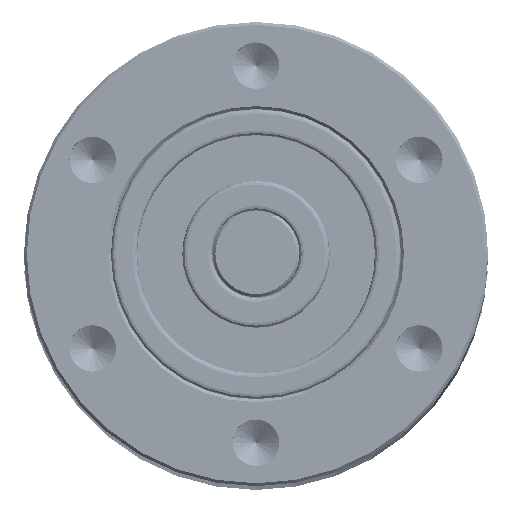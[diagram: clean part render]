
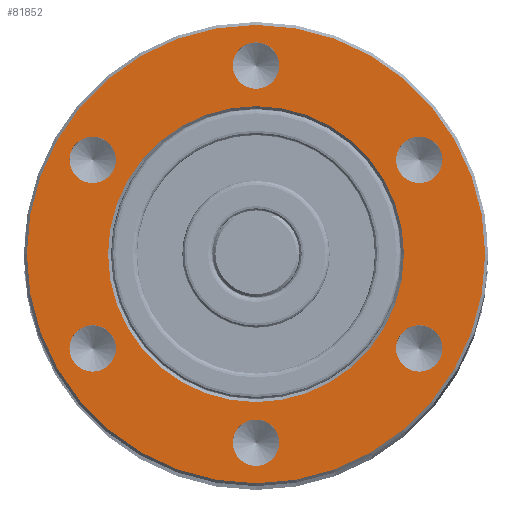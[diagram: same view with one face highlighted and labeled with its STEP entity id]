
A CAD part, top view. The second image highlights one B-rep face of the part: STEP entity #81852.
In plain terms, the highlighted face is planar.
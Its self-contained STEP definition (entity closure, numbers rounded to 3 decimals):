
#80992=CARTESIAN_POINT('',(0.,0.,-7.6));
#80993=DIRECTION('',(0.,0.,1.));
#80994=DIRECTION('',(0.,-1.,0.));
#80995=AXIS2_PLACEMENT_3D('',#80992,#80993,#80994);
#80997=CARTESIAN_POINT('',(0.,0.,-7.6));
#80998=DIRECTION('',(0.,0.,1.));
#80999=DIRECTION('',(0.,1.,0.));
#81000=AXIS2_PLACEMENT_3D('',#80997,#80998,#80999);
#81002=CARTESIAN_POINT('',(0.,0.,-7.6));
#81003=DIRECTION('',(0.,0.,1.));
#81004=DIRECTION('',(0.,-1.,0.));
#81005=AXIS2_PLACEMENT_3D('',#81002,#81003,#81004);
#81007=CARTESIAN_POINT('',(0.,0.,-7.6));
#81008=DIRECTION('',(0.,0.,1.));
#81009=DIRECTION('',(0.,1.,0.));
#81010=AXIS2_PLACEMENT_3D('',#81007,#81008,#81009);
#81012=CARTESIAN_POINT('',(0.,6.5,-7.6));
#81013=DIRECTION('',(0.,0.,-1.));
#81014=DIRECTION('',(1.,0.,0.));
#81015=AXIS2_PLACEMENT_3D('',#81012,#81013,#81014);
#81017=CARTESIAN_POINT('',(0.,6.5,-7.6));
#81018=DIRECTION('',(0.,0.,-1.));
#81019=DIRECTION('',(-1.,0.,0.));
#81020=AXIS2_PLACEMENT_3D('',#81017,#81018,#81019);
#81022=CARTESIAN_POINT('',(5.629,3.25,-7.6));
#81023=DIRECTION('',(0.,0.,-1.));
#81024=DIRECTION('',(0.5,-0.866,0.));
#81025=AXIS2_PLACEMENT_3D('',#81022,#81023,#81024);
#81027=CARTESIAN_POINT('',(5.629,3.25,-7.6));
#81028=DIRECTION('',(0.,0.,-1.));
#81029=DIRECTION('',(-0.5,0.866,0.));
#81030=AXIS2_PLACEMENT_3D('',#81027,#81028,#81029);
#81032=CARTESIAN_POINT('',(5.629,-3.25,-7.6));
#81033=DIRECTION('',(0.,0.,-1.));
#81034=DIRECTION('',(-0.5,-0.866,0.));
#81035=AXIS2_PLACEMENT_3D('',#81032,#81033,#81034);
#81037=CARTESIAN_POINT('',(5.629,-3.25,-7.6));
#81038=DIRECTION('',(0.,0.,-1.));
#81039=DIRECTION('',(0.5,0.866,0.));
#81040=AXIS2_PLACEMENT_3D('',#81037,#81038,#81039);
#81042=CARTESIAN_POINT('',(0.,-6.5,-7.6));
#81043=DIRECTION('',(0.,0.,-1.));
#81044=DIRECTION('',(-1.,0.,0.));
#81045=AXIS2_PLACEMENT_3D('',#81042,#81043,#81044);
#81047=CARTESIAN_POINT('',(0.,-6.5,-7.6));
#81048=DIRECTION('',(0.,0.,-1.));
#81049=DIRECTION('',(1.,0.,0.));
#81050=AXIS2_PLACEMENT_3D('',#81047,#81048,#81049);
#81052=CARTESIAN_POINT('',(-5.629,-3.25,-7.6));
#81053=DIRECTION('',(0.,0.,-1.));
#81054=DIRECTION('',(-0.5,0.866,0.));
#81055=AXIS2_PLACEMENT_3D('',#81052,#81053,#81054);
#81057=CARTESIAN_POINT('',(-5.629,-3.25,-7.6));
#81058=DIRECTION('',(0.,0.,-1.));
#81059=DIRECTION('',(0.5,-0.866,0.));
#81060=AXIS2_PLACEMENT_3D('',#81057,#81058,#81059);
#81062=CARTESIAN_POINT('',(-5.629,3.25,-7.6));
#81063=DIRECTION('',(0.,0.,-1.));
#81064=DIRECTION('',(0.5,0.866,0.));
#81065=AXIS2_PLACEMENT_3D('',#81062,#81063,#81064);
#81067=CARTESIAN_POINT('',(-5.629,3.25,-7.6));
#81068=DIRECTION('',(0.,0.,-1.));
#81069=DIRECTION('',(-0.5,-0.866,0.));
#81070=AXIS2_PLACEMENT_3D('',#81067,#81068,#81069);
#81388=CARTESIAN_POINT('',(0.,-5.1,-7.6));
#81389=CARTESIAN_POINT('',(0.,5.1,-7.6));
#81390=VERTEX_POINT('',#81388);
#81391=VERTEX_POINT('',#81389);
#81408=CARTESIAN_POINT('',(0.,-7.9,-7.6));
#81409=CARTESIAN_POINT('',(0.,7.9,-7.6));
#81410=VERTEX_POINT('',#81408);
#81411=VERTEX_POINT('',#81409);
#81426=CARTESIAN_POINT('',(0.8,6.5,-7.6));
#81427=CARTESIAN_POINT('',(-0.8,6.5,-7.6));
#81428=VERTEX_POINT('',#81426);
#81429=VERTEX_POINT('',#81427);
#81436=CARTESIAN_POINT('',(6.029,2.557,-7.6));
#81437=CARTESIAN_POINT('',(5.229,3.943,-7.6));
#81438=VERTEX_POINT('',#81436);
#81439=VERTEX_POINT('',#81437);
#81446=CARTESIAN_POINT('',(5.229,-3.943,-7.6));
#81447=CARTESIAN_POINT('',(6.029,-2.557,-7.6));
#81448=VERTEX_POINT('',#81446);
#81449=VERTEX_POINT('',#81447);
#81480=CARTESIAN_POINT('',(-0.8,-6.5,-7.6));
#81481=CARTESIAN_POINT('',(0.8,-6.5,-7.6));
#81482=VERTEX_POINT('',#81480);
#81483=VERTEX_POINT('',#81481);
#81490=CARTESIAN_POINT('',(-6.029,-2.557,-7.6));
#81491=CARTESIAN_POINT('',(-5.229,-3.943,-7.6));
#81492=VERTEX_POINT('',#81490);
#81493=VERTEX_POINT('',#81491);
#81500=CARTESIAN_POINT('',(-5.229,3.943,-7.6));
#81501=CARTESIAN_POINT('',(-6.029,2.557,-7.6));
#81502=VERTEX_POINT('',#81500);
#81503=VERTEX_POINT('',#81501);
#81800=CARTESIAN_POINT('',(0.,0.,-7.6));
#81801=DIRECTION('',(0.,0.,-1.));
#81802=DIRECTION('',(0.,-1.,0.));
#81803=AXIS2_PLACEMENT_3D('',#81800,#81801,#81802);
#81804=PLANE('',#81803);
#81806=ORIENTED_EDGE('',*,*,#81805,.T.);
#81808=ORIENTED_EDGE('',*,*,#81807,.T.);
#81809=EDGE_LOOP('',(#81806,#81808));
#81810=FACE_OUTER_BOUND('',#81809,.F.);
#81812=ORIENTED_EDGE('',*,*,#81811,.F.);
#81813=ORIENTED_EDGE('',*,*,#81790,.F.);
#81814=EDGE_LOOP('',(#81812,#81813));
#81815=FACE_BOUND('',#81814,.F.);
#81817=ORIENTED_EDGE('',*,*,#81816,.T.);
#81819=ORIENTED_EDGE('',*,*,#81818,.T.);
#81820=EDGE_LOOP('',(#81817,#81819));
#81821=FACE_BOUND('',#81820,.F.);
#81823=ORIENTED_EDGE('',*,*,#81822,.T.);
#81825=ORIENTED_EDGE('',*,*,#81824,.T.);
#81826=EDGE_LOOP('',(#81823,#81825));
#81827=FACE_BOUND('',#81826,.F.);
#81829=ORIENTED_EDGE('',*,*,#81828,.T.);
#81831=ORIENTED_EDGE('',*,*,#81830,.T.);
#81832=EDGE_LOOP('',(#81829,#81831));
#81833=FACE_BOUND('',#81832,.F.);
#81835=ORIENTED_EDGE('',*,*,#81834,.T.);
#81837=ORIENTED_EDGE('',*,*,#81836,.T.);
#81838=EDGE_LOOP('',(#81835,#81837));
#81839=FACE_BOUND('',#81838,.F.);
#81841=ORIENTED_EDGE('',*,*,#81840,.T.);
#81843=ORIENTED_EDGE('',*,*,#81842,.T.);
#81844=EDGE_LOOP('',(#81841,#81843));
#81845=FACE_BOUND('',#81844,.F.);
#81847=ORIENTED_EDGE('',*,*,#81846,.T.);
#81849=ORIENTED_EDGE('',*,*,#81848,.T.);
#81850=EDGE_LOOP('',(#81847,#81849));
#81851=FACE_BOUND('',#81850,.F.);
#81852=ADVANCED_FACE('',(#81810,#81815,#81821,#81827,#81833,#81839,#81845,
#81851),#81804,.T.);
#80996=CIRCLE('',#80995,5.1);
#81001=CIRCLE('',#81000,5.1);
#81006=CIRCLE('',#81005,7.9);
#81011=CIRCLE('',#81010,7.9);
#81016=CIRCLE('',#81015,0.8);
#81021=CIRCLE('',#81020,0.8);
#81026=CIRCLE('',#81025,0.8);
#81031=CIRCLE('',#81030,0.8);
#81036=CIRCLE('',#81035,0.8);
#81041=CIRCLE('',#81040,0.8);
#81046=CIRCLE('',#81045,0.8);
#81051=CIRCLE('',#81050,0.8);
#81056=CIRCLE('',#81055,0.8);
#81061=CIRCLE('',#81060,0.8);
#81066=CIRCLE('',#81065,0.8);
#81071=CIRCLE('',#81070,0.8);
#81790=EDGE_CURVE('',#81391,#81390,#81001,.T.);
#81805=EDGE_CURVE('',#81410,#81411,#81006,.T.);
#81807=EDGE_CURVE('',#81411,#81410,#81011,.T.);
#81811=EDGE_CURVE('',#81390,#81391,#80996,.T.);
#81816=EDGE_CURVE('',#81428,#81429,#81016,.T.);
#81818=EDGE_CURVE('',#81429,#81428,#81021,.T.);
#81822=EDGE_CURVE('',#81438,#81439,#81026,.T.);
#81824=EDGE_CURVE('',#81439,#81438,#81031,.T.);
#81828=EDGE_CURVE('',#81448,#81449,#81036,.T.);
#81830=EDGE_CURVE('',#81449,#81448,#81041,.T.);
#81834=EDGE_CURVE('',#81482,#81483,#81046,.T.);
#81836=EDGE_CURVE('',#81483,#81482,#81051,.T.);
#81840=EDGE_CURVE('',#81492,#81493,#81056,.T.);
#81842=EDGE_CURVE('',#81493,#81492,#81061,.T.);
#81846=EDGE_CURVE('',#81502,#81503,#81066,.T.);
#81848=EDGE_CURVE('',#81503,#81502,#81071,.T.);
